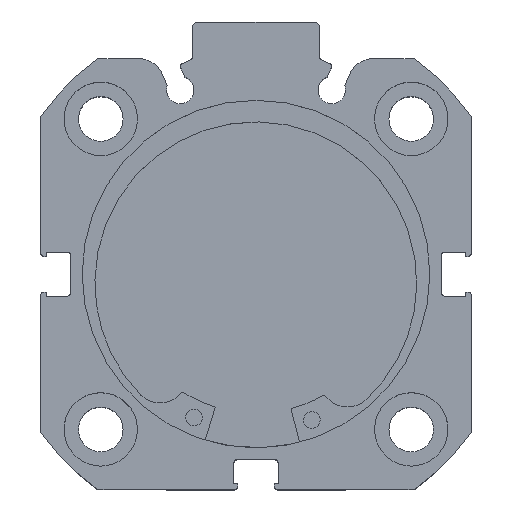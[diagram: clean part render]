
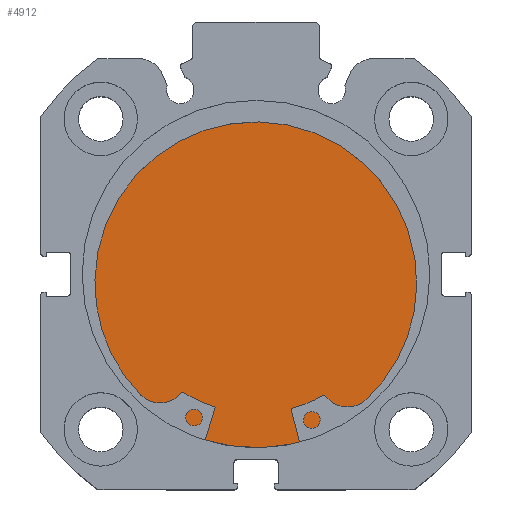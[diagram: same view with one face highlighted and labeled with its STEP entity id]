
A CAD part, top view. The second image highlights one B-rep face of the part: STEP entity #4912.
In plain terms, the highlighted face is planar.
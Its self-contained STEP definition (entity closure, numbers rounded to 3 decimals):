
#71 = FACE_OUTER_BOUND ( 'NONE', #1991, .T. ) ;
#458 = EDGE_CURVE ( 'NONE', #935, #1123, #625, .T. ) ;
#469 = EDGE_CURVE ( 'NONE', #1123, #935, #759, .T. ) ;
#625 = CIRCLE ( 'NONE', #3343, 26. ) ;
#759 = CIRCLE ( 'NONE', #3414, 26. ) ;
#935 = VERTEX_POINT ( 'NONE', #5655 ) ;
#1123 = VERTEX_POINT ( 'NONE', #6034 ) ;
#1991 = EDGE_LOOP ( 'NONE', ( #2848, #2855 ) ) ;
#2848 = ORIENTED_EDGE ( 'NONE', *, *, #469, .F. ) ;
#2855 = ORIENTED_EDGE ( 'NONE', *, *, #458, .F. ) ;
#3343 = AXIS2_PLACEMENT_3D ( 'NONE', #5188, #5187, #5132 ) ;
#3414 = AXIS2_PLACEMENT_3D ( 'NONE', #5181, #5234, #5291 ) ;
#3761 = AXIS2_PLACEMENT_3D ( 'NONE', #4291, #4347, #4348 ) ;
#4291 = CARTESIAN_POINT ( 'NONE',  ( 9., 26., 0. ) ) ;
#4340 = PLANE ( 'NONE',  #3761 ) ;
#4347 = DIRECTION ( 'NONE',  ( -1., 0., 0. ) ) ;
#4348 = DIRECTION ( 'NONE',  ( 0., 0., 1. ) ) ;
#4912 = ADVANCED_FACE ( 'NONE', ( #71 ), #4340, .F. ) ;
#5132 = DIRECTION ( 'NONE',  ( 0., 0., 1. ) ) ;
#5181 = CARTESIAN_POINT ( 'NONE',  ( 9., 0., 0. ) ) ;
#5187 = DIRECTION ( 'NONE',  ( -1., 0., 0. ) ) ;
#5188 = CARTESIAN_POINT ( 'NONE',  ( 9., 0., 0. ) ) ;
#5234 = DIRECTION ( 'NONE',  ( -1., 0., 0. ) ) ;
#5291 = DIRECTION ( 'NONE',  ( 0., 0., 1. ) ) ;
#5655 = CARTESIAN_POINT ( 'NONE',  ( 9., 0., -26. ) ) ;
#6034 = CARTESIAN_POINT ( 'NONE',  ( 9., 0., 26. ) ) ;
